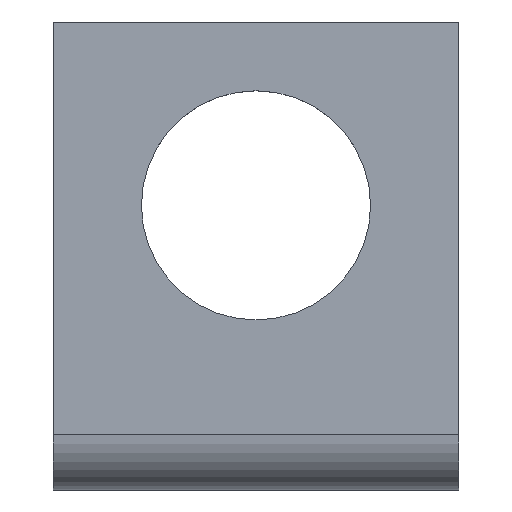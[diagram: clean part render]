
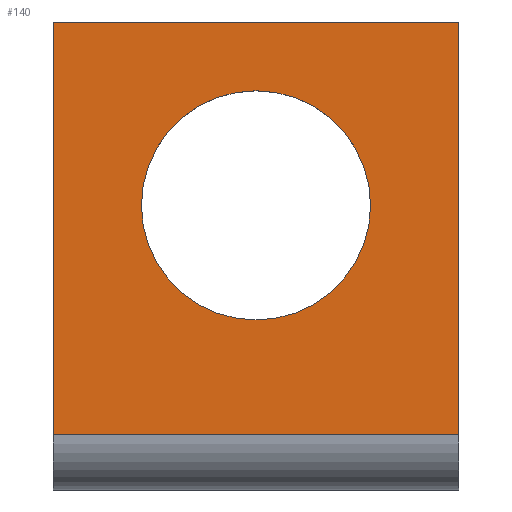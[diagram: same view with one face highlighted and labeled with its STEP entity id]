
A CAD part, top view. The second image highlights one B-rep face of the part: STEP entity #140.
In plain terms, the highlighted planar face has unit normal (0, 0, 1).
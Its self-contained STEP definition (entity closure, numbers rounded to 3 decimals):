
#66=CARTESIAN_POINT('',(0.,25.5,0.));
#67=VERTEX_POINT('',#66);
#74=CARTESIAN_POINT('',(22.1,25.5,0.));
#75=VERTEX_POINT('',#74);
#76=CARTESIAN_POINT('',(22.1,25.5,0.));
#77=DIRECTION('',(-1.,0.,0.));
#78=VECTOR('',#77,22.1);
#79=LINE('',#76,#78);
#80=EDGE_CURVE('',#75,#67,#79,.T.);
#99=CARTESIAN_POINT('',(22.1,25.5,0.));
#100=DIRECTION('',(0.,0.,-1.));
#101=DIRECTION('',(0.,1.,0.));
#102=AXIS2_PLACEMENT_3D('',#99,#100,#101);
#103=PLANE('',#102);
#104=CARTESIAN_POINT('',(11.05,21.75,0.));
#105=VERTEX_POINT('',#104);
#106=CARTESIAN_POINT('',(11.05,15.5,0.));
#107=DIRECTION('',(0.,0.,-1.));
#108=DIRECTION('',(0.,1.,0.));
#109=AXIS2_PLACEMENT_3D('',#106,#107,#108);
#110=CIRCLE('',#109,6.25);
#111=EDGE_CURVE('',#105,#105,#110,.T.);
#112=ORIENTED_EDGE('',*,*,#111,.T.);
#113=EDGE_LOOP('',(#112));
#114=FACE_BOUND('',#113,.T.);
#115=CARTESIAN_POINT('',(0.,3.,-0.));
#116=VERTEX_POINT('',#115);
#117=CARTESIAN_POINT('',(0.,25.5,0.));
#118=DIRECTION('',(0.,-1.,-0.));
#119=VECTOR('',#118,22.5);
#120=LINE('',#117,#119);
#121=EDGE_CURVE('',#67,#116,#120,.T.);
#122=ORIENTED_EDGE('',*,*,#121,.T.);
#123=CARTESIAN_POINT('',(22.1,3.,-0.));
#124=VERTEX_POINT('',#123);
#125=CARTESIAN_POINT('',(22.1,3.,-0.));
#126=DIRECTION('',(-1.,0.,0.));
#127=VECTOR('',#126,22.1);
#128=LINE('',#125,#127);
#129=EDGE_CURVE('',#124,#116,#128,.T.);
#130=ORIENTED_EDGE('',*,*,#129,.F.);
#131=CARTESIAN_POINT('',(22.1,25.5,0.));
#132=DIRECTION('',(0.,-1.,-0.));
#133=VECTOR('',#132,22.5);
#134=LINE('',#131,#133);
#135=EDGE_CURVE('',#75,#124,#134,.T.);
#136=ORIENTED_EDGE('',*,*,#135,.F.);
#137=ORIENTED_EDGE('',*,*,#80,.T.);
#138=EDGE_LOOP('',(#122,#130,#136,#137));
#139=FACE_BOUND('',#138,.T.);
#140=ADVANCED_FACE('',(#114,#139),#103,.F.);
